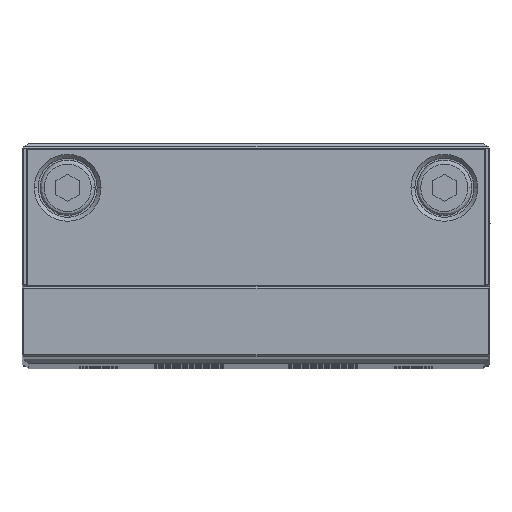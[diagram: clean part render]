
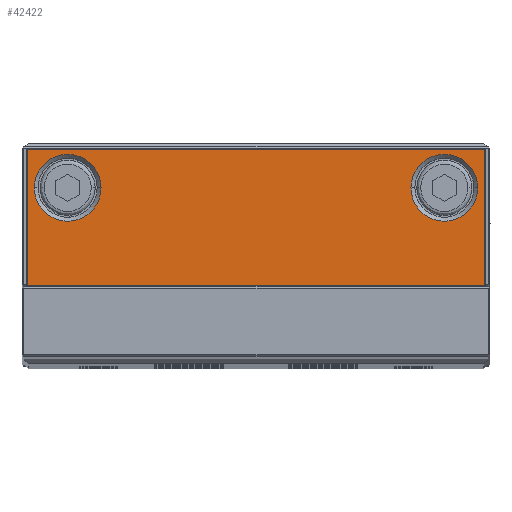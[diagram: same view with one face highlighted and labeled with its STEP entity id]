
A CAD part, top view. The second image highlights one B-rep face of the part: STEP entity #42422.
In plain terms, the highlighted planar face has unit normal (0, 0, 1).
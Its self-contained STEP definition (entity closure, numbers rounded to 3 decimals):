
#4525 = VECTOR ( 'NONE', #23677, 1000. ) ;
#4527 = VECTOR ( 'NONE', #23679, 1000. ) ;
#4535 = CIRCLE ( 'NONE', #4538, 4.25 ) ;
#4538 = AXIS2_PLACEMENT_3D ( 'NONE', #23698, #23699, #23700 ) ;
#4567 = CIRCLE ( 'NONE', #4569, 4.25 ) ;
#4569 = AXIS2_PLACEMENT_3D ( 'NONE', #22825, #22826, #22827 ) ;
#4603 = CIRCLE ( 'NONE', #4605, 4.25 ) ;
#4605 = AXIS2_PLACEMENT_3D ( 'NONE', #22895, #22896, #22897 ) ;
#4609 = CIRCLE ( 'NONE', #4611, 4.25 ) ;
#4611 = AXIS2_PLACEMENT_3D ( 'NONE', #22907, #22908, #22909 ) ;
#4665 = VECTOR ( 'NONE', #23033, 1000. ) ;
#4715 = VECTOR ( 'NONE', #23154, 1000. ) ;
#21345 = EDGE_LOOP ( 'NONE', ( #37008, #37018 ) ) ;
#21507 = EDGE_LOOP ( 'NONE', ( #36978, #36956 ) ) ;
#21566 = EDGE_LOOP ( 'NONE', ( #37035, #37039, #37036, #37038 ) ) ;
#22825 = CARTESIAN_POINT ( 'NONE',  ( 23.95, 22.2, 270.5 ) ) ;
#22826 = DIRECTION ( 'NONE',  ( 0., 0., -1. ) ) ;
#22827 = DIRECTION ( 'NONE',  ( 1., 0., 0. ) ) ;
#22895 = CARTESIAN_POINT ( 'NONE',  ( -23.95, 22.2, 270.5 ) ) ;
#22896 = DIRECTION ( 'NONE',  ( 0., 0., -1. ) ) ;
#22897 = DIRECTION ( 'NONE',  ( 1., 0., 0. ) ) ;
#22907 = CARTESIAN_POINT ( 'NONE',  ( 23.95, 22.2, 270.5 ) ) ;
#22908 = DIRECTION ( 'NONE',  ( 0., 0., -1. ) ) ;
#22909 = DIRECTION ( 'NONE',  ( 1., 0., 0. ) ) ;
#23021 = LINE ( 'NONE', #23032, #4665 ) ;
#23032 = CARTESIAN_POINT ( 'NONE',  ( -29.1, 9.7, 270.5 ) ) ;
#23033 = DIRECTION ( 'NONE',  ( 0., -1., 0. ) ) ;
#23130 = CARTESIAN_POINT ( 'NONE',  ( 29.2, 9.8, 270.5 ) ) ;
#23137 = LINE ( 'NONE', #23130, #4715 ) ;
#23154 = DIRECTION ( 'NONE',  ( 1., 0., 0. ) ) ;
#23644 = LINE ( 'NONE', #23675, #4525 ) ;
#23667 = LINE ( 'NONE', #23678, #4527 ) ;
#23675 = CARTESIAN_POINT ( 'NONE',  ( 29.1, 27.2, 270.5 ) ) ;
#23677 = DIRECTION ( 'NONE',  ( 0., 1., 0. ) ) ;
#23678 = CARTESIAN_POINT ( 'NONE',  ( -29.2, 27.1, 270.5 ) ) ;
#23679 = DIRECTION ( 'NONE',  ( -1., 0., 0. ) ) ;
#23698 = CARTESIAN_POINT ( 'NONE',  ( -23.95, 22.2, 270.5 ) ) ;
#23699 = DIRECTION ( 'NONE',  ( 0., 0., -1. ) ) ;
#23700 = DIRECTION ( 'NONE',  ( 1., 0., 0. ) ) ;
#24179 = FACE_BOUND ( 'NONE', #21345, .T. ) ;
#24181 = FACE_BOUND ( 'NONE', #21507, .T. ) ;
#24184 = FACE_OUTER_BOUND ( 'NONE', #21566, .T. ) ;
#24186 = PLANE ( 'NONE',  #26739 ) ;
#24193 = CARTESIAN_POINT ( 'NONE',  ( -29.2, 9.7, 270.5 ) ) ;
#24196 = DIRECTION ( 'NONE',  ( 0., 0., 1. ) ) ;
#24198 = DIRECTION ( 'NONE',  ( 1., 0., 0. ) ) ;
#26739 = AXIS2_PLACEMENT_3D ( 'NONE', #24193, #24196, #24198 ) ;
#33552 = CARTESIAN_POINT ( 'NONE',  ( 28.2, 22.2, 270.5 ) ) ;
#33637 = CARTESIAN_POINT ( 'NONE',  ( -29.1, 9.8, 270.5 ) ) ;
#33638 = CARTESIAN_POINT ( 'NONE',  ( -29.1, 27.1, 270.5 ) ) ;
#33662 = CARTESIAN_POINT ( 'NONE',  ( -19.7, 22.2, 270.5 ) ) ;
#33666 = CARTESIAN_POINT ( 'NONE',  ( 19.7, 22.2, 270.5 ) ) ;
#33706 = CARTESIAN_POINT ( 'NONE',  ( -28.2, 22.2, 270.5 ) ) ;
#33787 = CARTESIAN_POINT ( 'NONE',  ( 29.1, 9.8, 270.5 ) ) ;
#33789 = CARTESIAN_POINT ( 'NONE',  ( 29.1, 27.1, 270.5 ) ) ;
#36956 = ORIENTED_EDGE ( 'NONE', *, *, #42781, .T. ) ;
#36978 = ORIENTED_EDGE ( 'NONE', *, *, #42862, .T. ) ;
#37008 = ORIENTED_EDGE ( 'NONE', *, *, #42821, .T. ) ;
#37018 = ORIENTED_EDGE ( 'NONE', *, *, #42867, .T. ) ;
#37035 = ORIENTED_EDGE ( 'NONE', *, *, #42915, .T. ) ;
#37036 = ORIENTED_EDGE ( 'NONE', *, *, #42773, .T. ) ;
#37038 = ORIENTED_EDGE ( 'NONE', *, *, #42774, .T. ) ;
#37039 = ORIENTED_EDGE ( 'NONE', *, *, #42956, .T. ) ;
#37368 = VERTEX_POINT ( 'NONE', #33552 ) ;
#37423 = VERTEX_POINT ( 'NONE', #33637 ) ;
#37424 = VERTEX_POINT ( 'NONE', #33638 ) ;
#37437 = VERTEX_POINT ( 'NONE', #33662 ) ;
#37440 = VERTEX_POINT ( 'NONE', #33666 ) ;
#37463 = VERTEX_POINT ( 'NONE', #33706 ) ;
#37504 = VERTEX_POINT ( 'NONE', #33787 ) ;
#37505 = VERTEX_POINT ( 'NONE', #33789 ) ;
#42422 = ADVANCED_FACE ( 'NONE', ( #24184, #24179, #24181 ), #24186, .T. ) ;
#42773 = EDGE_CURVE ( 'NONE', #37504, #37505, #23644, .T. ) ;
#42774 = EDGE_CURVE ( 'NONE', #37505, #37424, #23667, .T. ) ;
#42781 = EDGE_CURVE ( 'NONE', #37463, #37437, #4535, .T. ) ;
#42821 = EDGE_CURVE ( 'NONE', #37368, #37440, #4567, .T. ) ;
#42862 = EDGE_CURVE ( 'NONE', #37437, #37463, #4603, .T. ) ;
#42867 = EDGE_CURVE ( 'NONE', #37440, #37368, #4609, .T. ) ;
#42915 = EDGE_CURVE ( 'NONE', #37424, #37423, #23021, .T. ) ;
#42956 = EDGE_CURVE ( 'NONE', #37423, #37504, #23137, .T. ) ;
